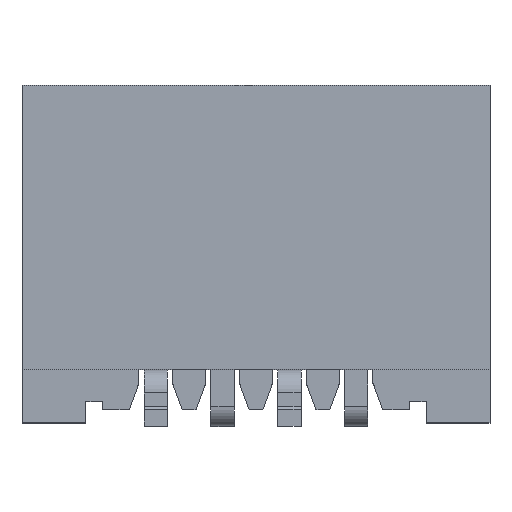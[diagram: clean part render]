
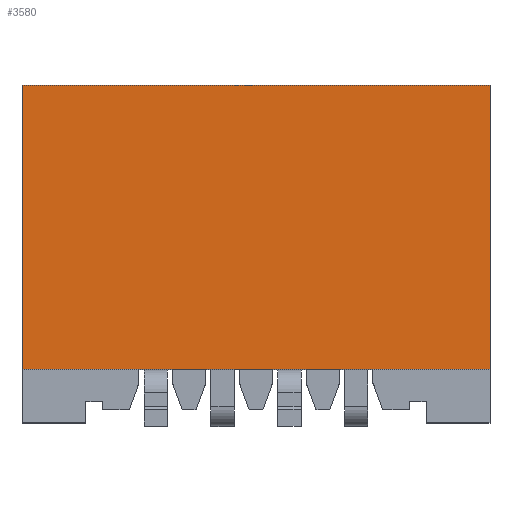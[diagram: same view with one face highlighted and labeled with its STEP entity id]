
A CAD part, top view. The second image highlights one B-rep face of the part: STEP entity #3580.
In plain terms, the highlighted planar face has unit normal (0, 0, 1).
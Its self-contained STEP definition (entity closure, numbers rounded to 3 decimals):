
#9=DIRECTION('',(0.,-1.,0.));
#10=VECTOR('',#9,4.25);
#11=CARTESIAN_POINT('',(-3.5,5.05,1.5));
#12=LINE('',#11,#10);
#85=DIRECTION('',(0.,-1.,0.));
#86=VECTOR('',#85,4.25);
#87=CARTESIAN_POINT('',(3.5,5.05,1.5));
#88=LINE('',#87,#86);
#337=DIRECTION('',(1.,0.,0.));
#338=VECTOR('',#337,7.);
#339=CARTESIAN_POINT('',(-3.5,0.8,1.5));
#340=LINE('',#339,#338);
#1001=DIRECTION('',(1.,0.,0.));
#1002=VECTOR('',#1001,7.);
#1003=CARTESIAN_POINT('',(-3.5,5.05,1.5));
#1004=LINE('',#1003,#1002);
#1807=CARTESIAN_POINT('',(-3.5,0.8,1.5));
#1809=VERTEX_POINT('',#1807);
#1813=CARTESIAN_POINT('',(-3.5,5.05,1.5));
#1814=VERTEX_POINT('',#1813);
#1815=CARTESIAN_POINT('',(3.5,0.8,1.5));
#1817=VERTEX_POINT('',#1815);
#1822=CARTESIAN_POINT('',(3.5,5.05,1.5));
#1824=VERTEX_POINT('',#1822);
#3569=CARTESIAN_POINT('',(-3.5,5.05,1.5));
#3570=DIRECTION('',(0.,0.,1.));
#3571=DIRECTION('',(0.,-1.,0.));
#3572=AXIS2_PLACEMENT_3D('',#3569,#3570,#3571);
#3573=PLANE('',#3572);
#3574=ORIENTED_EDGE('',*,*,#2392,.F.);
#3575=ORIENTED_EDGE('',*,*,#3222,.T.);
#3576=ORIENTED_EDGE('',*,*,#2496,.T.);
#3577=ORIENTED_EDGE('',*,*,#2625,.F.);
#3578=EDGE_LOOP('',(#3574,#3575,#3576,#3577));
#3579=FACE_OUTER_BOUND('',#3578,.F.);
#3580=ADVANCED_FACE('',(#3579),#3573,.T.);
#2392=EDGE_CURVE('',#1814,#1809,#12,.T.);
#2496=EDGE_CURVE('',#1824,#1817,#88,.T.);
#2625=EDGE_CURVE('',#1809,#1817,#340,.T.);
#3222=EDGE_CURVE('',#1814,#1824,#1004,.T.);
